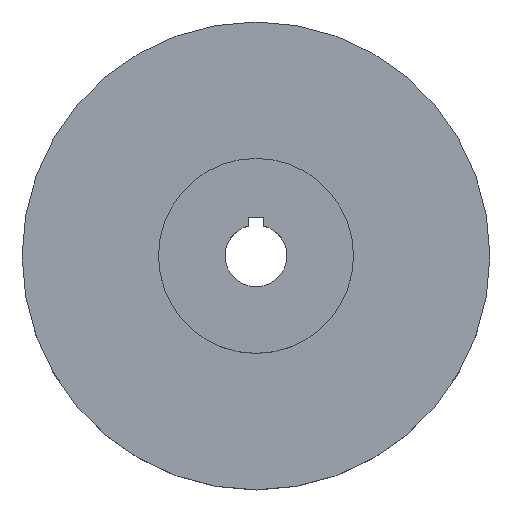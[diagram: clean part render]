
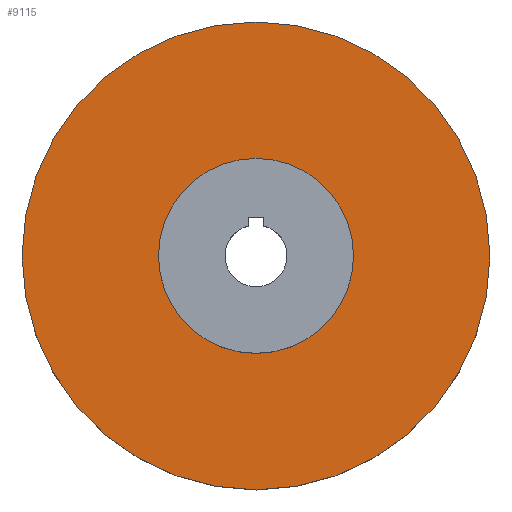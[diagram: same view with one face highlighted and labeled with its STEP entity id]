
A CAD part, top view. The second image highlights one B-rep face of the part: STEP entity #9115.
In plain terms, the highlighted planar face has unit normal (0, 0, 1).
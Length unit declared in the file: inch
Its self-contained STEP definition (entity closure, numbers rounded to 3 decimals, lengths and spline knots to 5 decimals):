
#21=FACE_BOUND('',#667,.T.);
#30=PLANE('',#10357);
#166=FACE_OUTER_BOUND('',#666,.T.);
#666=EDGE_LOOP('',(#6812));
#667=EDGE_LOOP('',(#6813));
#2987=CIRCLE('',#9983,2.3622);
#3353=CIRCLE('',#10355,0.98425);
#3845=VERTEX_POINT('',#15027);
#4331=VERTEX_POINT('',#16010);
#4827=EDGE_CURVE('',#3845,#3845,#2987,.T.);
#5319=EDGE_CURVE('',#4331,#4331,#3353,.T.);
#6812=ORIENTED_EDGE('',*,*,#4827,.T.);
#6813=ORIENTED_EDGE('',*,*,#5319,.T.);
#9115=ADVANCED_FACE('',(#166,#21),#30,.T.);
#9983=AXIS2_PLACEMENT_3D('',#15028,#11715,#11716);
#10355=AXIS2_PLACEMENT_3D('',#16012,#12585,#12586);
#10357=AXIS2_PLACEMENT_3D('',#16014,#12589,#12590);
#11715=DIRECTION('center_axis',(0.,0.,1.));
#11716=DIRECTION('ref_axis',(1.,0.,0.));
#12585=DIRECTION('center_axis',(0.,0.,-1.));
#12586=DIRECTION('ref_axis',(-1.,0.,0.));
#12589=DIRECTION('center_axis',(0.,0.,1.));
#12590=DIRECTION('ref_axis',(1.,0.,0.));
#15027=CARTESIAN_POINT('',(-2.3622,0.,0.74803));
#15028=CARTESIAN_POINT('Origin',(0.,0.,0.74803));
#16010=CARTESIAN_POINT('',(0.98425,0.,0.74803));
#16012=CARTESIAN_POINT('Origin',(0.,0.,0.74803));
#16014=CARTESIAN_POINT('Origin',(0.,0.,0.74803));
